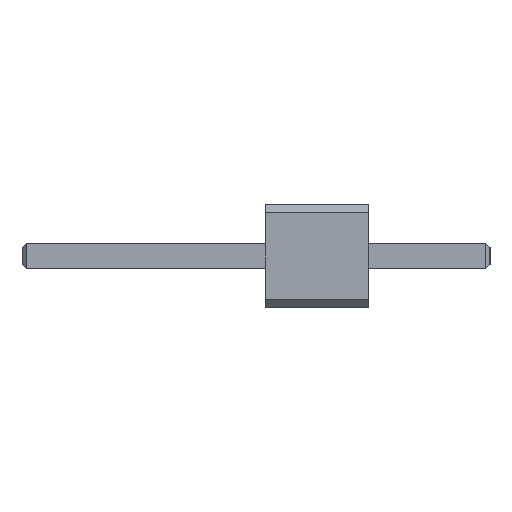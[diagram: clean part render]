
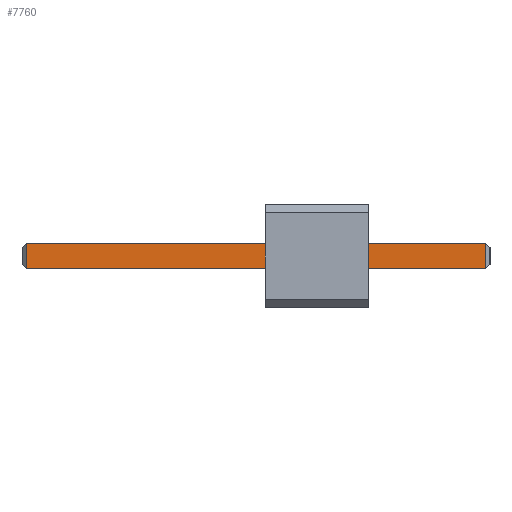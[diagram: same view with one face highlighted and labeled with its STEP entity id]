
A CAD part, left-side view. The second image highlights one B-rep face of the part: STEP entity #7760.
In plain terms, the highlighted planar face has unit normal (-1, 0, 0).
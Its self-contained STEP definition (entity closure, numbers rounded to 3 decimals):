
#246 = CARTESIAN_POINT ( 'NONE',  ( 0.95, -3., -0.95 ) ) ;
#575 = CARTESIAN_POINT ( 'NONE',  ( 0.95, -3., -1.59 ) ) ;
#846 = CARTESIAN_POINT ( 'NONE',  ( 0.95, 8.44, -0.95 ) ) ;
#988 = DIRECTION ( 'NONE',  ( 0., 0., -1. ) ) ;
#1299 = VECTOR ( 'NONE', #7278, 1000. ) ;
#1823 = CARTESIAN_POINT ( 'NONE',  ( 0.95, -2.9, -1.59 ) ) ;
#2159 = AXIS2_PLACEMENT_3D ( 'NONE', #6290, #3879, #6323 ) ;
#2245 = VECTOR ( 'NONE', #7386, 1000. ) ;
#2381 = ORIENTED_EDGE ( 'NONE', *, *, #7600, .T. ) ;
#2431 = EDGE_CURVE ( 'NONE', #5071, #7651, #6552, .T. ) ;
#2809 = VECTOR ( 'NONE', #6378, 1000. ) ;
#3426 = CARTESIAN_POINT ( 'NONE',  ( 0.95, 8.44, -1.59 ) ) ;
#3783 = LINE ( 'NONE', #246, #2809 ) ;
#3879 = DIRECTION ( 'NONE',  ( -1., 0., 0. ) ) ;
#4028 = EDGE_CURVE ( 'NONE', #6262, #7651, #7470, .T. ) ;
#4151 = FACE_OUTER_BOUND ( 'NONE', #5344, .T. ) ;
#4236 = VECTOR ( 'NONE', #988, 1000. ) ;
#4279 = ORIENTED_EDGE ( 'NONE', *, *, #4028, .T. ) ;
#4612 = ORIENTED_EDGE ( 'NONE', *, *, #4850, .T. ) ;
#4850 = EDGE_CURVE ( 'NONE', #6198, #6262, #3783, .T. ) ;
#5071 = VERTEX_POINT ( 'NONE', #1823 ) ;
#5097 = PLANE ( 'NONE',  #2159 ) ;
#5344 = EDGE_LOOP ( 'NONE', ( #7886, #2381, #4612, #4279 ) ) ;
#5480 = LINE ( 'NONE', #6752, #2245 ) ;
#5650 = CARTESIAN_POINT ( 'NONE',  ( 0.95, -2.9, -0.95 ) ) ;
#6198 = VERTEX_POINT ( 'NONE', #5650 ) ;
#6262 = VERTEX_POINT ( 'NONE', #846 ) ;
#6290 = CARTESIAN_POINT ( 'NONE',  ( 0.95, -3., -1.59 ) ) ;
#6323 = DIRECTION ( 'NONE',  ( 0., 0., 1. ) ) ;
#6378 = DIRECTION ( 'NONE',  ( 0., 1., 0. ) ) ;
#6552 = LINE ( 'NONE', #575, #1299 ) ;
#6752 = CARTESIAN_POINT ( 'NONE',  ( 0.95, -2.9, -0.95 ) ) ;
#6819 = CARTESIAN_POINT ( 'NONE',  ( 0.95, 8.44, -1.59 ) ) ;
#7278 = DIRECTION ( 'NONE',  ( 0., 1., 0. ) ) ;
#7386 = DIRECTION ( 'NONE',  ( 0., 0., 1. ) ) ;
#7470 = LINE ( 'NONE', #3426, #4236 ) ;
#7600 = EDGE_CURVE ( 'NONE', #5071, #6198, #5480, .T. ) ;
#7651 = VERTEX_POINT ( 'NONE', #6819 ) ;
#7760 = ADVANCED_FACE ( 'NONE', ( #4151 ), #5097, .T. ) ;
#7886 = ORIENTED_EDGE ( 'NONE', *, *, #2431, .F. ) ;
